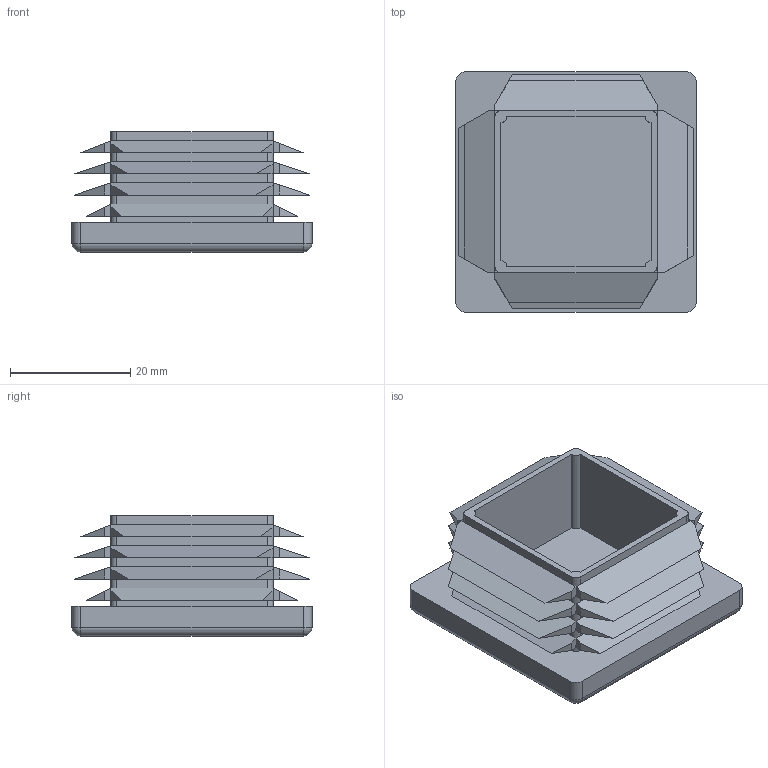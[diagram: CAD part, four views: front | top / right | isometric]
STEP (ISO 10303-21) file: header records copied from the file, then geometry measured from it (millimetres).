
FILE_DESCRIPTION(('STEP AP203'), '1');
FILE_NAME('373.RC35 Çàãëóøêà RC35 íàïðàâëÿþùåé', '', ('UNSPECIFIED'), ('UNSPECIFIED'), 'ASCON STEP Converter 1.3', 'ASCON Math Kernel', '');
FILE_SCHEMA(('CONFIG_CONTROL_DESIGN'));
Length unit declared in the file: millimetre
Products named in the file (1): 373.RC35
Bounding box: 40 x 40 x 20 mm (x, y, z)
Volume: 11683.3 mm3; surface area: 10739.2 mm2
Topology: 1 solids, 1 shells, 180 faces, 456 edges, 244 vertices
Faces by surface type: plane 160, cylinder 16, sphere 4
Entity records: 6615 total; most frequent: ORIENTED_EDGE 904, CARTESIAN_POINT 877, DIRECTION 846, EDGE_CURVE 452, LINE 420, VECTOR 420, VERTEX_POINT 244, AXIS2_PLACEMENT_3D 213
